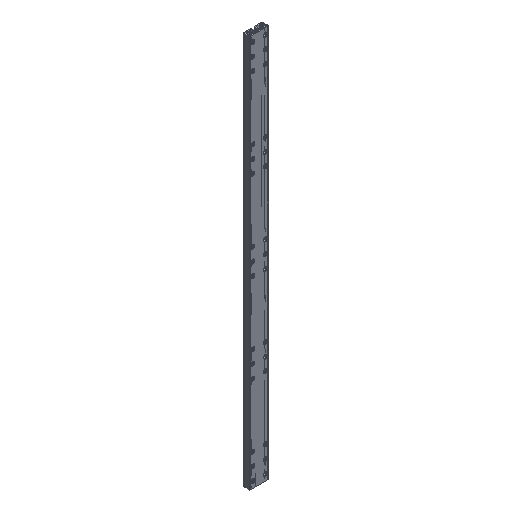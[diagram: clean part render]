
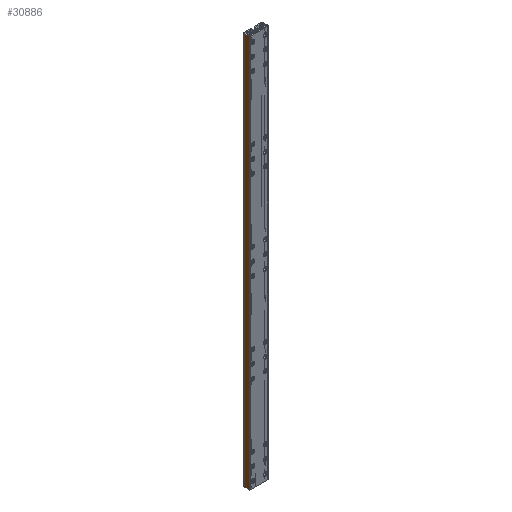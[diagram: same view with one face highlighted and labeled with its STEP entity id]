
A CAD part, isometric view. The second image highlights one B-rep face of the part: STEP entity #30886.
In plain terms, the highlighted planar face has unit normal (-1, 0, 0).
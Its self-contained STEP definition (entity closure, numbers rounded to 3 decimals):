
#170 = AXIS2_PLACEMENT_3D ( 'NONE', #3835, #23833, #3983 ) ;
#1032 = EDGE_CURVE ( 'NONE', #31691, #24385, #26129, .T. ) ;
#2173 = FACE_OUTER_BOUND ( 'NONE', #17571, .T. ) ;
#3538 = EDGE_CURVE ( 'NONE', #31691, #11771, #40502, .T. ) ;
#3835 = CARTESIAN_POINT ( 'NONE',  ( -12., 8., 496. ) ) ;
#3983 = DIRECTION ( 'NONE',  ( 0., 0., -1. ) ) ;
#5944 = CARTESIAN_POINT ( 'NONE',  ( -12., 7.5, 496. ) ) ;
#6213 = LINE ( 'NONE', #23537, #23844 ) ;
#7580 = EDGE_CURVE ( 'NONE', #24385, #12412, #19065, .T. ) ;
#8498 = VECTOR ( 'NONE', #40037, 1000. ) ;
#8518 = ORIENTED_EDGE ( 'NONE', *, *, #20378, .T. ) ;
#11771 = VERTEX_POINT ( 'NONE', #26809 ) ;
#12412 = VERTEX_POINT ( 'NONE', #35429 ) ;
#16889 = CARTESIAN_POINT ( 'NONE',  ( -12., 7.5, 496. ) ) ;
#17015 = ORIENTED_EDGE ( 'NONE', *, *, #1032, .T. ) ;
#17571 = EDGE_LOOP ( 'NONE', ( #31206, #8518, #35928, #17015 ) ) ;
#19065 = LINE ( 'NONE', #40719, #26803 ) ;
#20197 = CARTESIAN_POINT ( 'NONE',  ( -12., 8., 496. ) ) ;
#20378 = EDGE_CURVE ( 'NONE', #12412, #11771, #6213, .T. ) ;
#20520 = PLANE ( 'NONE',  #170 ) ;
#20861 = DIRECTION ( 'NONE',  ( 0., -1., 0. ) ) ;
#22871 = VECTOR ( 'NONE', #40052, 1000. ) ;
#23537 = CARTESIAN_POINT ( 'NONE',  ( -12., 0.5, 496. ) ) ;
#23833 = DIRECTION ( 'NONE',  ( 1., 0., 0. ) ) ;
#23844 = VECTOR ( 'NONE', #26857, 1000. ) ;
#23936 = CARTESIAN_POINT ( 'NONE',  ( -12., 7.5, 0. ) ) ;
#24385 = VERTEX_POINT ( 'NONE', #23936 ) ;
#26129 = LINE ( 'NONE', #16889, #8498 ) ;
#26803 = VECTOR ( 'NONE', #20861, 1000. ) ;
#26809 = CARTESIAN_POINT ( 'NONE',  ( -12., 0.5, 496. ) ) ;
#26857 = DIRECTION ( 'NONE',  ( 0., 0., 1. ) ) ;
#30886 = ADVANCED_FACE ( 'NONE', ( #2173 ), #20520, .F. ) ;
#31206 = ORIENTED_EDGE ( 'NONE', *, *, #7580, .T. ) ;
#31691 = VERTEX_POINT ( 'NONE', #5944 ) ;
#35429 = CARTESIAN_POINT ( 'NONE',  ( -12., 0.5, 0. ) ) ;
#35928 = ORIENTED_EDGE ( 'NONE', *, *, #3538, .F. ) ;
#40037 = DIRECTION ( 'NONE',  ( 0., 0., -1. ) ) ;
#40052 = DIRECTION ( 'NONE',  ( 0., -1., 0. ) ) ;
#40502 = LINE ( 'NONE', #20197, #22871 ) ;
#40719 = CARTESIAN_POINT ( 'NONE',  ( -12., 8., 0. ) ) ;
